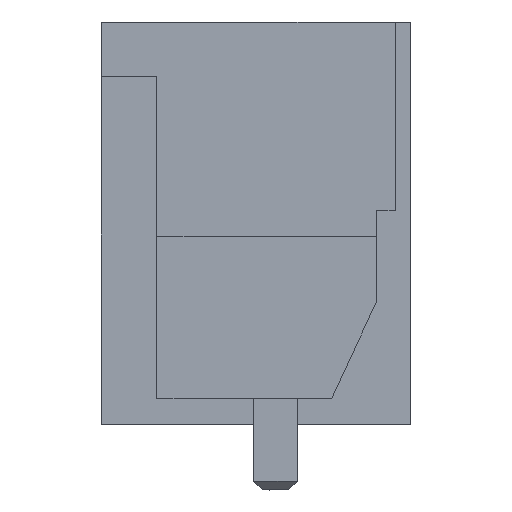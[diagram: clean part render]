
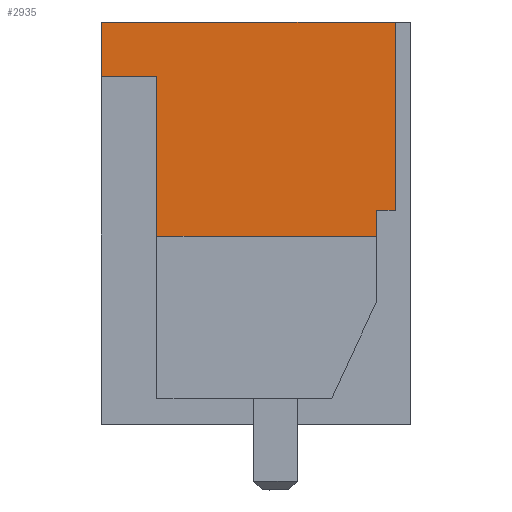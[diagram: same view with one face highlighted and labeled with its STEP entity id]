
A CAD part, left-side view. The second image highlights one B-rep face of the part: STEP entity #2935.
In plain terms, the highlighted planar face has unit normal (-1, 0, 0).
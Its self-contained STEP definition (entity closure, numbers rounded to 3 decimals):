
#2883=AXIS2_PLACEMENT_3D('Plane Axis2P3D',#2880,#2881,#2882) ;
#1055=CARTESIAN_POINT('Vertex',(0.,7.07,12.4)) ;
#1058=CARTESIAN_POINT('Line Origine',(0.,3.71,12.4)) ;
#1062=CARTESIAN_POINT('Vertex',(0.,0.35,12.4)) ;
#2810=CARTESIAN_POINT('Vertex',(0.,7.07,11.15)) ;
#2813=CARTESIAN_POINT('Line Origine',(0.,7.07,11.775)) ;
#2880=CARTESIAN_POINT('Axis2P3D Location',(0.,0.,0.)) ;
#2885=CARTESIAN_POINT('Line Origine',(0.,0.78,7.8)) ;
#2889=CARTESIAN_POINT('Vertex',(0.,0.78,7.5)) ;
#2891=CARTESIAN_POINT('Vertex',(0.,0.78,8.1)) ;
#2894=CARTESIAN_POINT('Line Origine',(0.,0.565,8.1)) ;
#2898=CARTESIAN_POINT('Vertex',(0.,0.35,8.1)) ;
#2901=CARTESIAN_POINT('Line Origine',(0.,0.35,10.25)) ;
#2906=CARTESIAN_POINT('Line Origine',(0.,6.435,11.15)) ;
#2910=CARTESIAN_POINT('Vertex',(0.,5.8,11.15)) ;
#2913=CARTESIAN_POINT('Line Origine',(0.,5.8,9.325)) ;
#2917=CARTESIAN_POINT('Vertex',(0.,5.8,7.5)) ;
#2920=CARTESIAN_POINT('Line Origine',(0.,3.29,7.5)) ;
#1059=DIRECTION('Vector Direction',(0.,-1.,0.)) ;
#2814=DIRECTION('Vector Direction',(0.,0.,1.)) ;
#2881=DIRECTION('Axis2P3D Direction',(-1.,0.,0.)) ;
#2882=DIRECTION('Axis2P3D XDirection',(0.,0.,1.)) ;
#2886=DIRECTION('Vector Direction',(0.,0.,-1.)) ;
#2895=DIRECTION('Vector Direction',(0.,1.,0.)) ;
#2902=DIRECTION('Vector Direction',(0.,0.,-1.)) ;
#2907=DIRECTION('Vector Direction',(0.,1.,0.)) ;
#2914=DIRECTION('Vector Direction',(0.,0.,1.)) ;
#2921=DIRECTION('Vector Direction',(0.,-1.,0.)) ;
#1060=VECTOR('Line Direction',#1059,1.) ;
#2815=VECTOR('Line Direction',#2814,1.) ;
#2887=VECTOR('Line Direction',#2886,1.) ;
#2896=VECTOR('Line Direction',#2895,1.) ;
#2903=VECTOR('Line Direction',#2902,1.) ;
#2908=VECTOR('Line Direction',#2907,1.) ;
#2915=VECTOR('Line Direction',#2914,1.) ;
#2922=VECTOR('Line Direction',#2921,1.) ;
#2926=ORIENTED_EDGE('',*,*,#2893,.T.) ;
#2927=ORIENTED_EDGE('',*,*,#2900,.T.) ;
#2928=ORIENTED_EDGE('',*,*,#2905,.T.) ;
#2929=ORIENTED_EDGE('',*,*,#1064,.T.) ;
#2930=ORIENTED_EDGE('',*,*,#2817,.T.) ;
#2931=ORIENTED_EDGE('',*,*,#2912,.T.) ;
#2932=ORIENTED_EDGE('',*,*,#2919,.T.) ;
#2933=ORIENTED_EDGE('',*,*,#2924,.T.) ;
#2935=ADVANCED_FACE('HOUSING',(#2934),#2884,.T.) ;
#1064=EDGE_CURVE('',#1063,#1056,#1061,.F.) ;
#2817=EDGE_CURVE('',#1056,#2811,#2816,.F.) ;
#2893=EDGE_CURVE('',#2890,#2892,#2888,.F.) ;
#2900=EDGE_CURVE('',#2892,#2899,#2897,.F.) ;
#2905=EDGE_CURVE('',#2899,#1063,#2904,.F.) ;
#2912=EDGE_CURVE('',#2811,#2911,#2909,.F.) ;
#2919=EDGE_CURVE('',#2911,#2918,#2916,.F.) ;
#2924=EDGE_CURVE('',#2918,#2890,#2923,.T.) ;
#2925=EDGE_LOOP('',(#2926,#2927,#2928,#2929,#2930,#2931,#2932,#2933)) ;
#2934=FACE_OUTER_BOUND('',#2925,.T.) ;
#1061=LINE('Line',#1058,#1060) ;
#2816=LINE('Line',#2813,#2815) ;
#2888=LINE('Line',#2885,#2887) ;
#2897=LINE('Line',#2894,#2896) ;
#2904=LINE('Line',#2901,#2903) ;
#2909=LINE('Line',#2906,#2908) ;
#2916=LINE('Line',#2913,#2915) ;
#2923=LINE('Line',#2920,#2922) ;
#2884=PLANE('',#2883) ;
#1056=VERTEX_POINT('',#1055) ;
#1063=VERTEX_POINT('',#1062) ;
#2811=VERTEX_POINT('',#2810) ;
#2890=VERTEX_POINT('',#2889) ;
#2892=VERTEX_POINT('',#2891) ;
#2899=VERTEX_POINT('',#2898) ;
#2911=VERTEX_POINT('',#2910) ;
#2918=VERTEX_POINT('',#2917) ;
